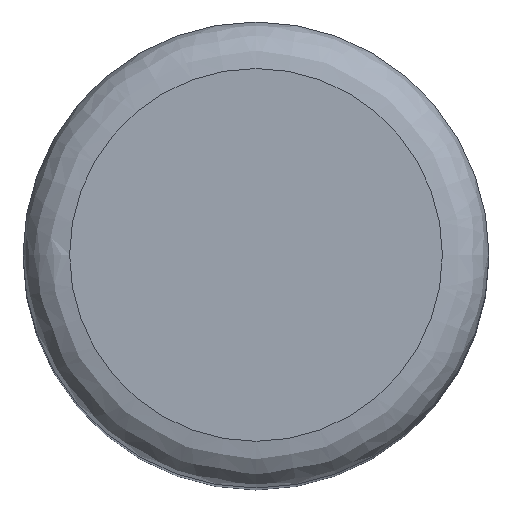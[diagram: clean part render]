
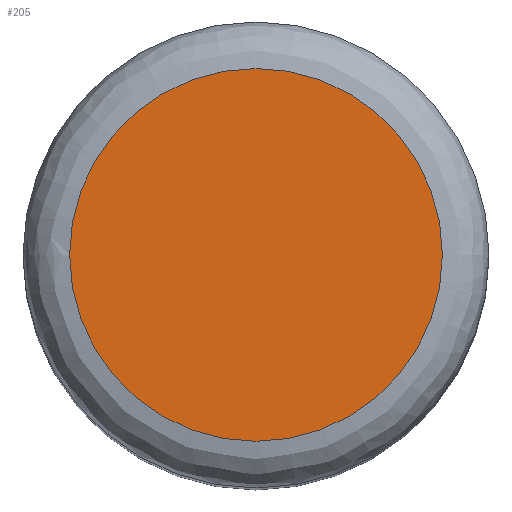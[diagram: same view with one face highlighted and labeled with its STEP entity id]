
A CAD part, top view. The second image highlights one B-rep face of the part: STEP entity #205.
In plain terms, the highlighted planar face has unit normal (0, 0, 1).
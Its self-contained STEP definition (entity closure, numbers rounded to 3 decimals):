
#27=DIRECTION('',(0.,0.,1.));
#65=CARTESIAN_POINT('',(0.95,0.,8.96));
#69=ORIENTED_EDGE('',*,*,#70,.T.);
#70=EDGE_CURVE('',#71,#71,#73,.T.);
#71=VERTEX_POINT('',#72);
#72=CARTESIAN_POINT('',(-0.25,0.,8.96));
#73=CIRCLE('',#74,1.2);
#74=AXIS2_PLACEMENT_3D('',#65,#27,#75);
#75=DIRECTION('',(-1.,0.,0.));
#205=ADVANCED_FACE('',(#206),#208,.T.);
#206=FACE_BOUND('',#207,.T.);
#207=EDGE_LOOP('',(#69));
#208=PLANE('',#74);
